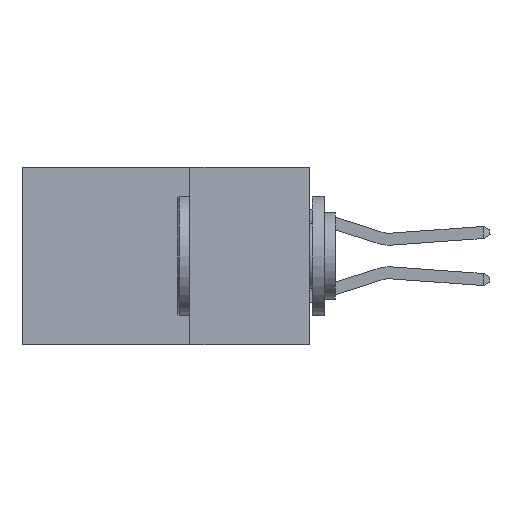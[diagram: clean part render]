
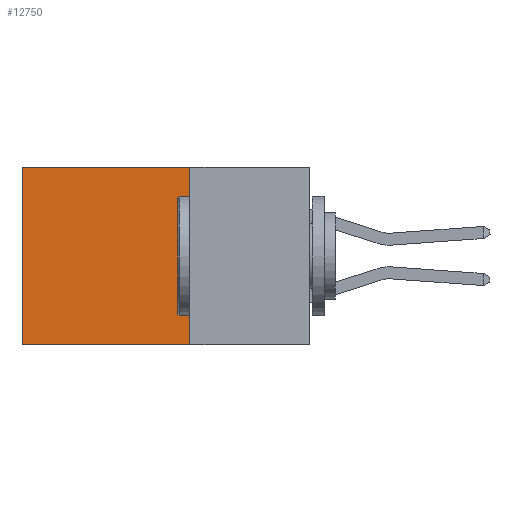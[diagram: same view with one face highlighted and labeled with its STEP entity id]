
A CAD part, left-side view. The second image highlights one B-rep face of the part: STEP entity #12750.
In plain terms, the highlighted planar face has unit normal (-1, 0, 0).
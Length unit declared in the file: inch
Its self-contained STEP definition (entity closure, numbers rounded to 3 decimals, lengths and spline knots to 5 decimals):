
#668 = VERTEX_POINT ( 'NONE', #7810 ) ;
#2910 = EDGE_CURVE ( 'NONE', #4002, #668, #7970, .T. ) ;
#3440 = CARTESIAN_POINT ( 'NONE',  ( 0.2615, 0.25, -0.37 ) ) ;
#4002 = VERTEX_POINT ( 'NONE', #14108 ) ;
#4414 = DIRECTION ( 'NONE',  ( 0., 0., -1. ) ) ;
#4676 = VECTOR ( 'NONE', #15651, 39.37008 ) ;
#5226 = DIRECTION ( 'NONE',  ( 0., 1., 0. ) ) ;
#6329 = VERTEX_POINT ( 'NONE', #17725 ) ;
#7810 = CARTESIAN_POINT ( 'NONE',  ( 0.2615, 0.25, -0.37 ) ) ;
#7970 = LINE ( 'NONE', #9938, #15434 ) ;
#8155 = EDGE_CURVE ( 'NONE', #4002, #21242, #14258, .T. ) ;
#9023 = CARTESIAN_POINT ( 'NONE',  ( 0.2615, 0.25, 0. ) ) ;
#9068 = ORIENTED_EDGE ( 'NONE', *, *, #20262, .F. ) ;
#9938 = CARTESIAN_POINT ( 'NONE',  ( 0.2615, 0.25, -0.37 ) ) ;
#10284 = CARTESIAN_POINT ( 'NONE',  ( 0.2615, 0.6, -0.37 ) ) ;
#10684 = FACE_OUTER_BOUND ( 'NONE', #20985, .T. ) ;
#10748 = LINE ( 'NONE', #20276, #16470 ) ;
#12252 = ORIENTED_EDGE ( 'NONE', *, *, #8155, .T. ) ;
#12750 = ADVANCED_FACE ( 'NONE', ( #10684 ), #23532, .F. ) ;
#14108 = CARTESIAN_POINT ( 'NONE',  ( 0.2615, 0.25, 0. ) ) ;
#14200 = DIRECTION ( 'NONE',  ( 0., 0., -1. ) ) ;
#14258 = LINE ( 'NONE', #9023, #19997 ) ;
#15126 = ORIENTED_EDGE ( 'NONE', *, *, #2910, .F. ) ;
#15434 = VECTOR ( 'NONE', #4414, 39.37008 ) ;
#15651 = DIRECTION ( 'NONE',  ( 0., 0., -1. ) ) ;
#16470 = VECTOR ( 'NONE', #18194, 39.37008 ) ;
#17023 = EDGE_CURVE ( 'NONE', #21242, #6329, #19439, .T. ) ;
#17725 = CARTESIAN_POINT ( 'NONE',  ( 0.2615, 0.6, -0.37 ) ) ;
#18194 = DIRECTION ( 'NONE',  ( 0., 1., 0. ) ) ;
#18709 = CARTESIAN_POINT ( 'NONE',  ( 0.2615, 0.6, 0. ) ) ;
#19439 = LINE ( 'NONE', #10284, #4676 ) ;
#19997 = VECTOR ( 'NONE', #5226, 39.37008 ) ;
#20262 = EDGE_CURVE ( 'NONE', #668, #6329, #10748, .T. ) ;
#20276 = CARTESIAN_POINT ( 'NONE',  ( 0.2615, 0.25, -0.37 ) ) ;
#20985 = EDGE_LOOP ( 'NONE', ( #21487, #9068, #15126, #12252 ) ) ;
#21242 = VERTEX_POINT ( 'NONE', #18709 ) ;
#21487 = ORIENTED_EDGE ( 'NONE', *, *, #17023, .T. ) ;
#23088 = DIRECTION ( 'NONE',  ( 1., 0., 0. ) ) ;
#23363 = AXIS2_PLACEMENT_3D ( 'NONE', #3440, #23088, #14200 ) ;
#23532 = PLANE ( 'NONE',  #23363 ) ;
